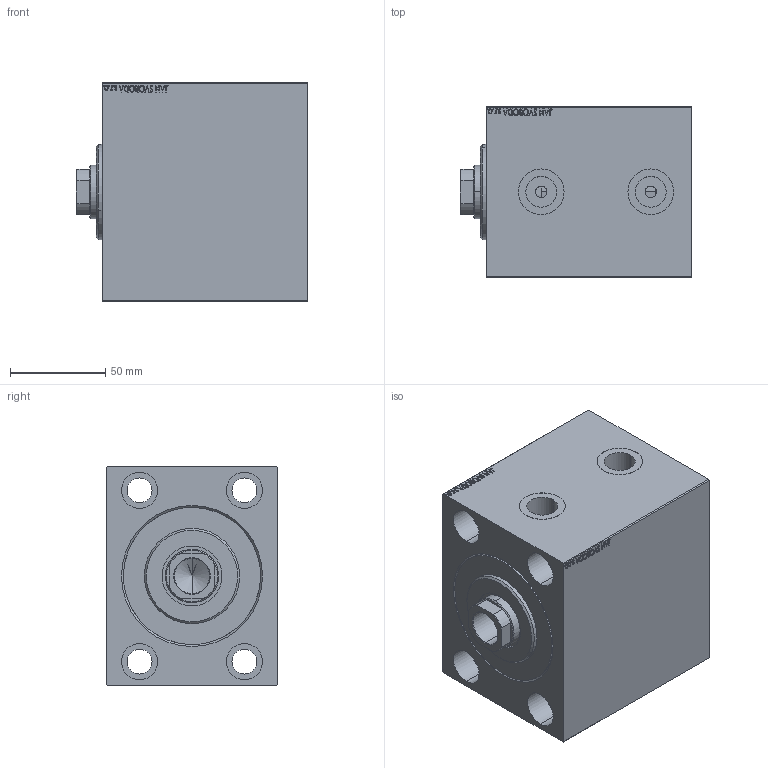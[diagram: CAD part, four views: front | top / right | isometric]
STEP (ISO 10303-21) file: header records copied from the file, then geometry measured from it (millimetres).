
FILE_DESCRIPTION (( 'STEP AP203' ), '1' );
FILE_NAME ('49a6.STEP', '2022-04-17T06:51:14', ( '' ), ( '' ), 'SwSTEP 2.0', 'SolidWorks 2019', '' );
FILE_SCHEMA (( 'CONFIG_CONTROL_DESIGN' ));
Length unit declared in the file: millimetre
Products named in the file (4): V450CM_C_Body dbdde8cf608c14adf9771f92e8527e2b; V450CM_VC_B dbdde8cf608c14adf9771f92e8527e2b; V450CM_C_VCP dbdde8cf608c14adf9771f92e8527e2b; 49a6
Assembly tree (3 placements, depth 2):
  49a6
    V450CM_C_Body dbdde8cf608c14adf9771f92e8527e2b
    V450CM_C_VCP dbdde8cf608c14adf9771f92e8527e2b
    V450CM_VC_B dbdde8cf608c14adf9771f92e8527e2b
Bounding box: 121.5 x 90 x 115 mm (x, y, z)
Volume: 961305.9 mm3; surface area: 140909.5 mm2
Topology: 3 solids, 3 shells, 881 faces, 2259 edges, 1497 vertices
Faces by surface type: plane 415, bspline 380, cylinder 72, cone 14
Entity records: 44733 total; most frequent: CARTESIAN_POINT 25381, ORIENTED_EDGE 4514, DIRECTION 2647, EDGE_CURVE 2257, VERTEX_POINT 1497, LINE 1321, VECTOR 1321, EDGE_LOOP 1014
